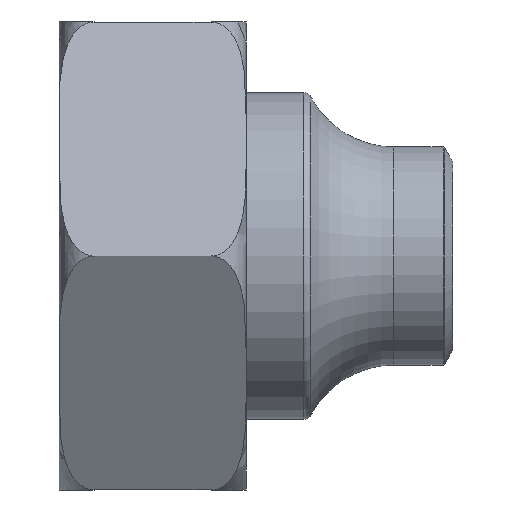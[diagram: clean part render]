
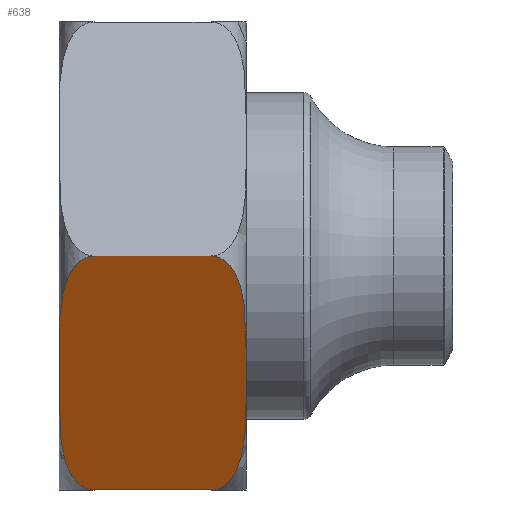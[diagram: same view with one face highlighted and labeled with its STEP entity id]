
A CAD part, front view. The second image highlights one B-rep face of the part: STEP entity #638.
In plain terms, the highlighted planar face has unit normal (0, -0.866, -0.5).
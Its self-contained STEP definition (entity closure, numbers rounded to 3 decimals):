
#495=FACE_OUTER_BOUND('',#1091,.T.);
#638=ADVANCED_FACE('',(#495),#792,.T.);
#792=PLANE('',#3591);
#1091=EDGE_LOOP('',(#2138,#2139,#2140,#2141,#2142,#2143,#2144,#2145));
#1314=LINE('',#4700,#1644);
#1376=LINE('',#4968,#1706);
#1386=LINE('',#5130,#1716);
#1388=LINE('',#5170,#1718);
#1644=VECTOR('',#3825,1.);
#1706=VECTOR('',#3923,1.);
#1716=VECTOR('',#3969,1.);
#1718=VECTOR('',#3995,1.);
#2138=ORIENTED_EDGE('',*,*,#3239,.T.);
#2139=ORIENTED_EDGE('',*,*,#3207,.T.);
#2140=ORIENTED_EDGE('',*,*,#3249,.F.);
#2141=ORIENTED_EDGE('',*,*,#3191,.T.);
#2142=ORIENTED_EDGE('',*,*,#3210,.T.);
#2143=ORIENTED_EDGE('',*,*,#3227,.T.);
#2144=ORIENTED_EDGE('',*,*,#3125,.T.);
#2145=ORIENTED_EDGE('',*,*,#3241,.T.);
#2820=VERTEX_POINT('',#4679);
#2830=VERTEX_POINT('',#4699);
#2894=VERTEX_POINT('',#4831);
#2896=VERTEX_POINT('',#4844);
#2909=VERTEX_POINT('',#4938);
#2912=VERTEX_POINT('',#4952);
#2914=VERTEX_POINT('',#4967);
#2927=VERTEX_POINT('',#5127);
#3125=EDGE_CURVE('',#2820,#2830,#1314,.T.);
#3191=EDGE_CURVE('',#2894,#2896,#3503,.T.);
#3207=EDGE_CURVE('',#2909,#2912,#3511,.T.);
#3210=EDGE_CURVE('',#2896,#2914,#1376,.T.);
#3227=EDGE_CURVE('',#2914,#2820,#3515,.T.);
#3239=EDGE_CURVE('',#2927,#2909,#1386,.T.);
#3241=EDGE_CURVE('',#2830,#2927,#3525,.T.);
#3249=EDGE_CURVE('',#2894,#2912,#1388,.T.);
#3503=B_SPLINE_CURVE_WITH_KNOTS('',3,(#4845,#4846,#4847,#4848,#4849,#4850,
#4851,#4852,#4853,#4854),.UNSPECIFIED.,.F.,.F.,(4,2,2,2,4),(0.,0.5,0.75,
0.875,1.),.UNSPECIFIED.);
#3511=B_SPLINE_CURVE_WITH_KNOTS('',3,(#4953,#4954,#4955,#4956,#4957,#4958,
#4959,#4960,#4961,#4962),.UNSPECIFIED.,.F.,.F.,(4,2,2,2,4),(0.,0.125,0.25,
0.5,1.),.UNSPECIFIED.);
#3515=B_SPLINE_CURVE_WITH_KNOTS('',3,(#5028,#5029,#5030,#5031,#5032,#5033,
#5034,#5035,#5036,#5037),.UNSPECIFIED.,.F.,.F.,(4,2,2,2,4),(0.,0.125,0.25,
0.5,1.),.UNSPECIFIED.);
#3525=B_SPLINE_CURVE_WITH_KNOTS('',3,(#5142,#5143,#5144,#5145,#5146,#5147,
#5148,#5149,#5150,#5151),.UNSPECIFIED.,.F.,.F.,(4,2,2,2,4),(0.,0.5,0.75,
0.875,1.),.UNSPECIFIED.);
#3591=AXIS2_PLACEMENT_3D('',#5176,#4002,#4003);
#3825=DIRECTION('',(0.,-0.5,0.866));
#3923=DIRECTION('',(1.,0.,0.));
#3969=DIRECTION('',(-1.,0.,0.));
#3995=DIRECTION('',(0.,-0.5,0.866));
#4002=DIRECTION('',(0.,-0.866,-0.5));
#4003=DIRECTION('',(0.,0.5,-0.866));
#4679=CARTESIAN_POINT('',(24.,-24.525,-17.522));
#4699=CARTESIAN_POINT('',(24.,-27.437,-12.478));
#4700=CARTESIAN_POINT('',(24.,-17.321,-30.));
#4831=CARTESIAN_POINT('',(0.,-24.525,-17.522));
#4844=CARTESIAN_POINT('',(4.5,-17.321,-30.));
#4845=CARTESIAN_POINT('',(0.,-24.525,-17.522));
#4846=CARTESIAN_POINT('',(0.,-23.172,-19.864));
#4847=CARTESIAN_POINT('',(-0.023,-21.81,-22.224));
#4848=CARTESIAN_POINT('',(0.585,-19.81,-25.688));
#4849=CARTESIAN_POINT('',(0.893,-19.144,-26.842));
#4850=CARTESIAN_POINT('',(1.797,-18.233,-28.419));
#4851=CARTESIAN_POINT('',(2.17,-17.946,-28.916));
#4852=CARTESIAN_POINT('',(3.174,-17.484,-29.717));
#4853=CARTESIAN_POINT('',(3.813,-17.321,-30.));
#4854=CARTESIAN_POINT('',(4.5,-17.321,-30.));
#4938=CARTESIAN_POINT('',(4.5,-34.641,0.));
#4952=CARTESIAN_POINT('',(0.,-27.437,-12.478));
#4953=CARTESIAN_POINT('',(4.5,-34.641,0.));
#4954=CARTESIAN_POINT('',(3.809,-34.641,0.));
#4955=CARTESIAN_POINT('',(3.16,-34.473,-0.292));
#4956=CARTESIAN_POINT('',(2.163,-34.01,-1.093));
#4957=CARTESIAN_POINT('',(1.784,-33.718,-1.598));
#4958=CARTESIAN_POINT('',(0.888,-32.807,-3.176));
#4959=CARTESIAN_POINT('',(0.579,-32.136,-4.338));
#4960=CARTESIAN_POINT('',(-0.021,-30.146,-7.786));
#4961=CARTESIAN_POINT('',(0.,-28.787,-10.14));
#4962=CARTESIAN_POINT('',(0.,-27.437,-12.478));
#4967=CARTESIAN_POINT('',(19.5,-17.321,-30.));
#4968=CARTESIAN_POINT('',(0.,-17.321,-30.));
#5028=CARTESIAN_POINT('',(19.5,-17.321,-30.));
#5029=CARTESIAN_POINT('',(20.191,-17.321,-30.));
#5030=CARTESIAN_POINT('',(20.84,-17.489,-29.708));
#5031=CARTESIAN_POINT('',(21.837,-17.951,-28.907));
#5032=CARTESIAN_POINT('',(22.216,-18.243,-28.402));
#5033=CARTESIAN_POINT('',(23.112,-19.154,-26.824));
#5034=CARTESIAN_POINT('',(23.421,-19.825,-25.662));
#5035=CARTESIAN_POINT('',(24.021,-21.816,-22.214));
#5036=CARTESIAN_POINT('',(24.,-23.175,-19.86));
#5037=CARTESIAN_POINT('',(24.,-24.525,-17.522));
#5127=CARTESIAN_POINT('',(19.5,-34.641,0.));
#5130=CARTESIAN_POINT('',(0.,-34.641,0.));
#5142=CARTESIAN_POINT('',(24.,-27.437,-12.478));
#5143=CARTESIAN_POINT('',(24.,-28.789,-10.136));
#5144=CARTESIAN_POINT('',(24.023,-30.151,-7.776));
#5145=CARTESIAN_POINT('',(23.415,-32.151,-4.312));
#5146=CARTESIAN_POINT('',(23.107,-32.817,-3.158));
#5147=CARTESIAN_POINT('',(22.203,-33.728,-1.581));
#5148=CARTESIAN_POINT('',(21.83,-34.015,-1.084));
#5149=CARTESIAN_POINT('',(20.826,-34.477,-0.283));
#5150=CARTESIAN_POINT('',(20.187,-34.641,0.));
#5151=CARTESIAN_POINT('',(19.5,-34.641,0.));
#5170=CARTESIAN_POINT('',(0.,-17.321,-30.));
#5176=CARTESIAN_POINT('',(26.4,-17.321,-30.));
